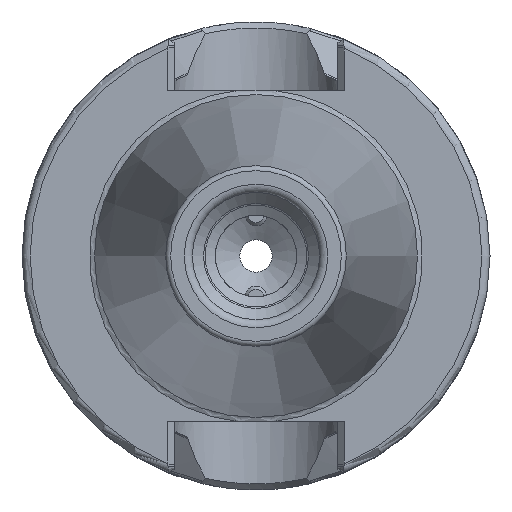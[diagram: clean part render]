
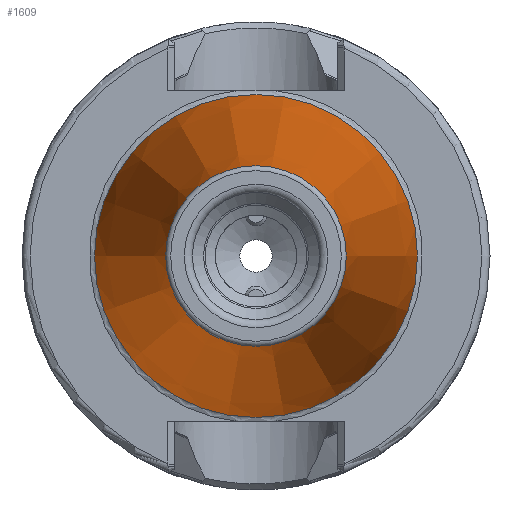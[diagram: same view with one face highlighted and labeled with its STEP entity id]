
A CAD part, left-side view. The second image highlights one B-rep face of the part: STEP entity #1609.
In plain terms, the highlighted conical face has half-angle 8.297 degrees and reference radius 12.377 mm.
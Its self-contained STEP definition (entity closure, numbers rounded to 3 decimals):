
#232=LINE('',#3628,#322);
#322=VECTOR('',#2195,12.377);
#358=CONICAL_SURFACE('',#1828,12.377,0.145);
#432=FACE_OUTER_BOUND('',#528,.T.);
#528=EDGE_LOOP('',(#1414,#1415,#1416,#1417,#1418));
#615=CIRCLE('',#1824,8.879);
#616=CIRCLE('',#1825,8.879);
#619=CIRCLE('',#1829,15.875);
#762=VERTEX_POINT('',#3618);
#763=VERTEX_POINT('',#3619);
#765=VERTEX_POINT('',#3626);
#986=EDGE_CURVE('',#762,#763,#615,.T.);
#987=EDGE_CURVE('',#763,#762,#616,.T.);
#990=EDGE_CURVE('',#765,#765,#619,.T.);
#991=EDGE_CURVE('',#765,#762,#232,.T.);
#1414=ORIENTED_EDGE('',*,*,#990,.F.);
#1415=ORIENTED_EDGE('',*,*,#991,.T.);
#1416=ORIENTED_EDGE('',*,*,#986,.T.);
#1417=ORIENTED_EDGE('',*,*,#987,.T.);
#1418=ORIENTED_EDGE('',*,*,#991,.F.);
#1609=ADVANCED_FACE('',(#432),#358,.T.);
#1824=AXIS2_PLACEMENT_3D('',#3620,#2183,#2184);
#1825=AXIS2_PLACEMENT_3D('',#3621,#2185,#2186);
#1828=AXIS2_PLACEMENT_3D('',#3625,#2191,#2192);
#1829=AXIS2_PLACEMENT_3D('',#3627,#2193,#2194);
#2183=DIRECTION('center_axis',(1.,0.,0.));
#2184=DIRECTION('ref_axis',(0.,0.,-1.));
#2185=DIRECTION('center_axis',(1.,0.,0.));
#2186=DIRECTION('ref_axis',(0.,0.,-1.));
#2191=DIRECTION('center_axis',(1.,0.,0.));
#2192=DIRECTION('ref_axis',(0.,1.,0.));
#2193=DIRECTION('center_axis',(1.,0.,0.));
#2194=DIRECTION('ref_axis',(0.,0.,-1.));
#2195=DIRECTION('',(-0.99,0.144,0.));
#3618=CARTESIAN_POINT('',(-47.972,-8.879,0.));
#3619=CARTESIAN_POINT('',(-47.972,0.,8.879));
#3620=CARTESIAN_POINT('Origin',(-47.972,0.,
0.));
#3621=CARTESIAN_POINT('Origin',(-47.972,0.,
0.));
#3625=CARTESIAN_POINT('Origin',(-23.986,0.,
0.));
#3626=CARTESIAN_POINT('',(0.,-15.875,0.));
#3627=CARTESIAN_POINT('Origin',(0.,0.,
0.));
#3628=CARTESIAN_POINT('',(-23.986,-12.377,0.));
